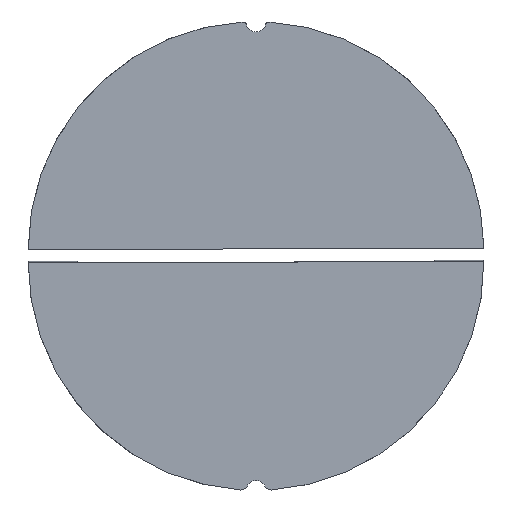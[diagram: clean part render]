
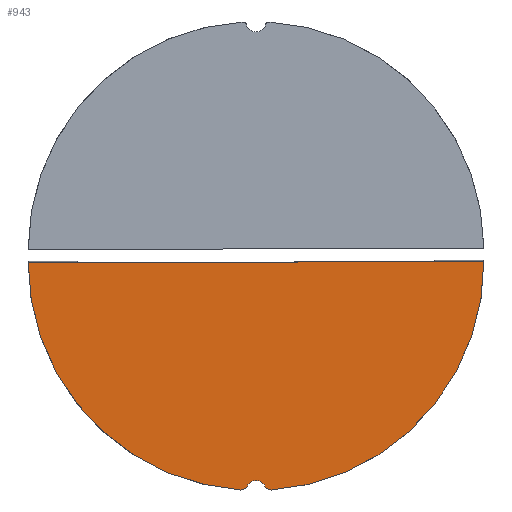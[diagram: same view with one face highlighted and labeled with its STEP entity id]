
A CAD part, front view. The second image highlights one B-rep face of the part: STEP entity #943.
In plain terms, the highlighted planar face has unit normal (0, -1, 0).
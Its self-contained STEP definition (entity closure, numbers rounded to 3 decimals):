
#149=CIRCLE('',#1078,34.5);
#150=CIRCLE('',#1080,1.);
#151=CIRCLE('',#1082,1.5);
#152=CIRCLE('',#1084,1.);
#153=CIRCLE('',#1086,34.5);
#207=FACE_OUTER_BOUND('',#264,.T.);
#264=EDGE_LOOP('',(#870,#871,#872,#873,#874,#875));
#311=LINE('',#1892,#358);
#358=VECTOR('',#1395,69.);
#447=VERTEX_POINT('',#1870);
#448=VERTEX_POINT('',#1872);
#449=VERTEX_POINT('',#1876);
#450=VERTEX_POINT('',#1880);
#451=VERTEX_POINT('',#1884);
#452=VERTEX_POINT('',#1888);
#583=EDGE_CURVE('',#448,#447,#149,.T.);
#585=EDGE_CURVE('',#449,#448,#150,.T.);
#587=EDGE_CURVE('',#450,#449,#151,.T.);
#589=EDGE_CURVE('',#451,#450,#152,.T.);
#591=EDGE_CURVE('',#452,#451,#153,.T.);
#593=EDGE_CURVE('',#447,#452,#311,.T.);
#870=ORIENTED_EDGE('',*,*,#593,.T.);
#871=ORIENTED_EDGE('',*,*,#591,.T.);
#872=ORIENTED_EDGE('',*,*,#589,.T.);
#873=ORIENTED_EDGE('',*,*,#587,.T.);
#874=ORIENTED_EDGE('',*,*,#585,.T.);
#875=ORIENTED_EDGE('',*,*,#583,.T.);
#889=PLANE('',#1088);
#943=ADVANCED_FACE('',(#207),#889,.F.);
#1078=AXIS2_PLACEMENT_3D('',#1873,#1370,#1371);
#1080=AXIS2_PLACEMENT_3D('',#1877,#1375,#1376);
#1082=AXIS2_PLACEMENT_3D('',#1881,#1380,#1381);
#1084=AXIS2_PLACEMENT_3D('',#1885,#1385,#1386);
#1086=AXIS2_PLACEMENT_3D('',#1889,#1390,#1391);
#1088=AXIS2_PLACEMENT_3D('',#1893,#1396,#1397);
#1370=DIRECTION('center_axis',(0.,-1.,0.));
#1371=DIRECTION('ref_axis',(0.,0.,1.));
#1375=DIRECTION('center_axis',(0.,-1.,0.));
#1376=DIRECTION('ref_axis',(0.,0.,1.));
#1380=DIRECTION('center_axis',(0.,1.,0.));
#1381=DIRECTION('ref_axis',(0.,0.,1.));
#1385=DIRECTION('center_axis',(0.,-1.,0.));
#1386=DIRECTION('ref_axis',(0.,0.,1.));
#1390=DIRECTION('center_axis',(0.,-1.,0.));
#1391=DIRECTION('ref_axis',(0.,0.,1.));
#1395=DIRECTION('',(-1.,0.,-0.003));
#1396=DIRECTION('center_axis',(0.,1.,0.));
#1397=DIRECTION('ref_axis',(0.,0.,1.));
#1870=CARTESIAN_POINT('',(34.5,-1.,-1.822));
#1872=CARTESIAN_POINT('',(2.324,-1.,-36.424));
#1873=CARTESIAN_POINT('Origin',(0.,-1.,-2.002));
#1876=CARTESIAN_POINT('',(1.354,-1.,-35.856));
#1877=CARTESIAN_POINT('Origin',(2.257,-1.,-35.426));
#1880=CARTESIAN_POINT('',(-1.354,-1.,-35.856));
#1881=CARTESIAN_POINT('Origin',(0.,-1.,-36.502));
#1884=CARTESIAN_POINT('',(-2.324,-1.,-36.424));
#1885=CARTESIAN_POINT('Origin',(-2.257,-1.,-35.426));
#1888=CARTESIAN_POINT('',(-34.5,-1.,-2.012));
#1889=CARTESIAN_POINT('Origin',(0.,-1.,-2.002));
#1892=CARTESIAN_POINT('',(-34.5,-1.,-2.012));
#1893=CARTESIAN_POINT('Origin',(0.,-1.,-2.));
